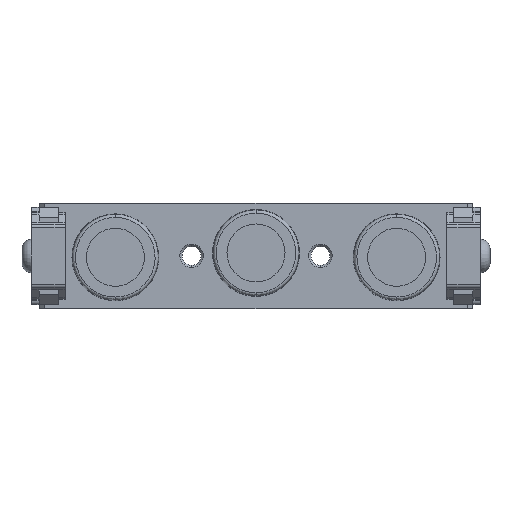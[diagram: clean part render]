
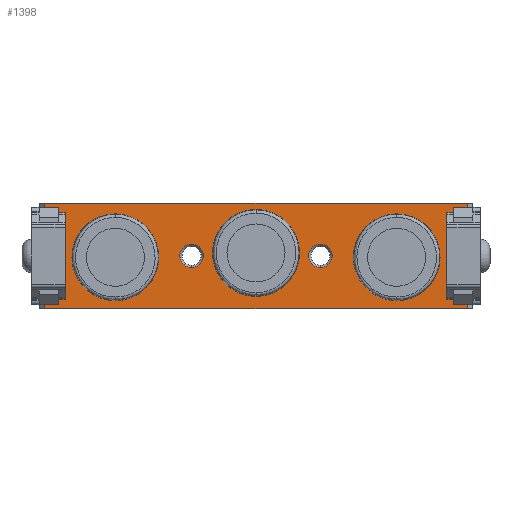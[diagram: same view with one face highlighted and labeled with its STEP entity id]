
A CAD part, front view. The second image highlights one B-rep face of the part: STEP entity #1398.
In plain terms, the highlighted planar face has unit normal (0, -1, 0).
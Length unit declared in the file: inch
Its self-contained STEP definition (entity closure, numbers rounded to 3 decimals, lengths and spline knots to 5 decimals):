
#59 = FACE_BOUND ( 'NONE', #8122, .T. ) ;
#98 = VERTEX_POINT ( 'NONE', #2694 ) ;
#150 = CARTESIAN_POINT ( 'NONE',  ( 1.4195, 0., 0.3545 ) ) ;
#223 = LINE ( 'NONE', #150, #9023 ) ;
#228 = DIRECTION ( 'NONE',  ( 0., -1., 0. ) ) ;
#294 = CARTESIAN_POINT ( 'NONE',  ( -0.945, 0., -0.0085 ) ) ;
#341 = CARTESIAN_POINT ( 'NONE',  ( -0.433, 0., -0.07824 ) ) ;
#364 = DIRECTION ( 'NONE',  ( 0., 0., -1. ) ) ;
#394 = CARTESIAN_POINT ( 'NONE',  ( -0.945, 0., -0.12661 ) ) ;
#413 = AXIS2_PLACEMENT_3D ( 'NONE', #7717, #12191, #3315 ) ;
#490 = DIRECTION ( 'NONE',  ( 0., 0., -1. ) ) ;
#500 = VERTEX_POINT ( 'NONE', #341 ) ;
#532 = EDGE_LOOP ( 'NONE', ( #13394, #3049 ) ) ;
#644 = DIRECTION ( 'NONE',  ( 0., -1., 0. ) ) ;
#748 = EDGE_CURVE ( 'NONE', #7316, #11341, #13032, .T. ) ;
#924 = DIRECTION ( 'NONE',  ( 0., -1., 0. ) ) ;
#939 = VERTEX_POINT ( 'NONE', #13009 ) ;
#1022 = FACE_BOUND ( 'NONE', #2454, .T. ) ;
#1175 = FACE_BOUND ( 'NONE', #532, .T. ) ;
#1193 = ORIENTED_EDGE ( 'NONE', *, *, #1275, .F. ) ;
#1275 = EDGE_CURVE ( 'NONE', #11341, #7316, #2260, .T. ) ;
#1354 = AXIS2_PLACEMENT_3D ( 'NONE', #6437, #13416, #7696 ) ;
#1398 = ADVANCED_FACE ( 'NONE', ( #2193, #1175, #3302, #1022, #5655, #59 ), #4546, .F. ) ;
#1468 = EDGE_CURVE ( 'NONE', #1521, #13713, #7295, .T. ) ;
#1521 = VERTEX_POINT ( 'NONE', #13781 ) ;
#2128 = DIRECTION ( 'NONE',  ( 0., 1., 0. ) ) ;
#2162 = ORIENTED_EDGE ( 'NONE', *, *, #4446, .F. ) ;
#2193 = FACE_OUTER_BOUND ( 'NONE', #13684, .T. ) ;
#2217 = ORIENTED_EDGE ( 'NONE', *, *, #6503, .F. ) ;
#2248 = CIRCLE ( 'NONE', #10693, 0.11811 ) ;
#2260 = CIRCLE ( 'NONE', #10234, 0.11811 ) ;
#2366 = CARTESIAN_POINT ( 'NONE',  ( 0.945, 0., -0.0085 ) ) ;
#2454 = EDGE_LOOP ( 'NONE', ( #1193, #12042 ) ) ;
#2694 = CARTESIAN_POINT ( 'NONE',  ( -0.433, 0., 0.07924 ) ) ;
#2767 = ORIENTED_EDGE ( 'NONE', *, *, #6784, .F. ) ;
#2879 = VERTEX_POINT ( 'NONE', #5356 ) ;
#2985 = VERTEX_POINT ( 'NONE', #12228 ) ;
#3049 = ORIENTED_EDGE ( 'NONE', *, *, #10860, .F. ) ;
#3223 = CIRCLE ( 'NONE', #10246, 0.07874 ) ;
#3302 = FACE_BOUND ( 'NONE', #11128, .T. ) ;
#3315 = DIRECTION ( 'NONE',  ( 0., 0., -1. ) ) ;
#3318 = ORIENTED_EDGE ( 'NONE', *, *, #4914, .F. ) ;
#3441 = AXIS2_PLACEMENT_3D ( 'NONE', #13198, #2128, #13497 ) ;
#3592 = CARTESIAN_POINT ( 'NONE',  ( 1.4195, 0., -0.3545 ) ) ;
#3648 = AXIS2_PLACEMENT_3D ( 'NONE', #13931, #8346, #6299 ) ;
#3654 = CARTESIAN_POINT ( 'NONE',  ( 0., 0., 0.0205 ) ) ;
#4120 = CARTESIAN_POINT ( 'NONE',  ( -1.4195, 0., -0.3545 ) ) ;
#4299 = CIRCLE ( 'NONE', #12500, 0.132 ) ;
#4324 = EDGE_CURVE ( 'NONE', #939, #11970, #6025, .T. ) ;
#4446 = EDGE_CURVE ( 'NONE', #500, #98, #3223, .T. ) ;
#4546 = PLANE ( 'NONE',  #3441 ) ;
#4781 = DIRECTION ( 'NONE',  ( 0., -1., 0. ) ) ;
#4905 = ORIENTED_EDGE ( 'NONE', *, *, #7946, .F. ) ;
#4914 = EDGE_CURVE ( 'NONE', #11970, #939, #12834, .T. ) ;
#5073 = EDGE_CURVE ( 'NONE', #12061, #5138, #10629, .T. ) ;
#5093 = VECTOR ( 'NONE', #10189, 39.37008 ) ;
#5138 = VERTEX_POINT ( 'NONE', #8561 ) ;
#5356 = CARTESIAN_POINT ( 'NONE',  ( 0., 0., 0.1525 ) ) ;
#5406 = DIRECTION ( 'NONE',  ( 0., 0., -1. ) ) ;
#5644 = ORIENTED_EDGE ( 'NONE', *, *, #5073, .F. ) ;
#5655 = FACE_BOUND ( 'NONE', #10177, .T. ) ;
#6025 = CIRCLE ( 'NONE', #1354, 0.07874 ) ;
#6217 = DIRECTION ( 'NONE',  ( 0., -1., 0. ) ) ;
#6299 = DIRECTION ( 'NONE',  ( 0., 0., -1. ) ) ;
#6365 = EDGE_CURVE ( 'NONE', #7507, #1521, #14161, .T. ) ;
#6437 = CARTESIAN_POINT ( 'NONE',  ( 0.433, 0., 0.0005 ) ) ;
#6503 = EDGE_CURVE ( 'NONE', #9803, #7507, #10930, .T. ) ;
#6551 = ORIENTED_EDGE ( 'NONE', *, *, #4324, .F. ) ;
#6784 = EDGE_CURVE ( 'NONE', #98, #500, #14177, .T. ) ;
#6820 = DIRECTION ( 'NONE',  ( 0., 0., -1. ) ) ;
#7027 = DIRECTION ( 'NONE',  ( 0., -1., 0. ) ) ;
#7295 = LINE ( 'NONE', #10467, #5093 ) ;
#7316 = VERTEX_POINT ( 'NONE', #11177 ) ;
#7342 = CARTESIAN_POINT ( 'NONE',  ( 0.433, 0., -0.07824 ) ) ;
#7402 = AXIS2_PLACEMENT_3D ( 'NONE', #10972, #924, #5406 ) ;
#7507 = VERTEX_POINT ( 'NONE', #4120 ) ;
#7696 = DIRECTION ( 'NONE',  ( 0., 0., -1. ) ) ;
#7717 = CARTESIAN_POINT ( 'NONE',  ( 0.433, 0., 0.0005 ) ) ;
#7946 = EDGE_CURVE ( 'NONE', #5138, #12061, #2248, .T. ) ;
#7997 = CARTESIAN_POINT ( 'NONE',  ( 0., 0., 0.0205 ) ) ;
#8122 = EDGE_LOOP ( 'NONE', ( #3318, #6551 ) ) ;
#8276 = AXIS2_PLACEMENT_3D ( 'NONE', #3654, #7027, #10115 ) ;
#8346 = DIRECTION ( 'NONE',  ( 0., -1., 0. ) ) ;
#8474 = ORIENTED_EDGE ( 'NONE', *, *, #6365, .F. ) ;
#8551 = EDGE_CURVE ( 'NONE', #2985, #2879, #12026, .T. ) ;
#8561 = CARTESIAN_POINT ( 'NONE',  ( -0.945, 0., 0.10961 ) ) ;
#8877 = DIRECTION ( 'NONE',  ( -1., 0., 0. ) ) ;
#9023 = VECTOR ( 'NONE', #364, 39.37008 ) ;
#9039 = DIRECTION ( 'NONE',  ( 0., -1., 0. ) ) ;
#9223 = CARTESIAN_POINT ( 'NONE',  ( 0.945, 0., -0.12661 ) ) ;
#9243 = DIRECTION ( 'NONE',  ( 0., 0., -1. ) ) ;
#9455 = AXIS2_PLACEMENT_3D ( 'NONE', #294, #4781, #9243 ) ;
#9662 = DIRECTION ( 'NONE',  ( 0., 0., -1. ) ) ;
#9681 = DIRECTION ( 'NONE',  ( 0., 0., 1. ) ) ;
#9803 = VERTEX_POINT ( 'NONE', #3592 ) ;
#10115 = DIRECTION ( 'NONE',  ( 0., 0., -1. ) ) ;
#10177 = EDGE_LOOP ( 'NONE', ( #2162, #2767 ) ) ;
#10189 = DIRECTION ( 'NONE',  ( 1., 0., 0. ) ) ;
#10234 = AXIS2_PLACEMENT_3D ( 'NONE', #2366, #9039, #13599 ) ;
#10246 = AXIS2_PLACEMENT_3D ( 'NONE', #10611, #644, #490 ) ;
#10467 = CARTESIAN_POINT ( 'NONE',  ( -1.4195, 0., 0.3545 ) ) ;
#10611 = CARTESIAN_POINT ( 'NONE',  ( -0.433, 0., 0.0005 ) ) ;
#10629 = CIRCLE ( 'NONE', #9455, 0.11811 ) ;
#10693 = AXIS2_PLACEMENT_3D ( 'NONE', #11998, #6217, #9662 ) ;
#10782 = CARTESIAN_POINT ( 'NONE',  ( -1.4195, 0., 0.3545 ) ) ;
#10860 = EDGE_CURVE ( 'NONE', #2879, #2985, #4299, .T. ) ;
#10880 = VECTOR ( 'NONE', #9681, 39.37008 ) ;
#10930 = LINE ( 'NONE', #12019, #13712 ) ;
#10972 = CARTESIAN_POINT ( 'NONE',  ( 0.945, 0., -0.0085 ) ) ;
#11128 = EDGE_LOOP ( 'NONE', ( #5644, #4905 ) ) ;
#11177 = CARTESIAN_POINT ( 'NONE',  ( 0.945, 0., 0.10961 ) ) ;
#11341 = VERTEX_POINT ( 'NONE', #9223 ) ;
#11579 = ORIENTED_EDGE ( 'NONE', *, *, #13229, .F. ) ;
#11656 = CARTESIAN_POINT ( 'NONE',  ( 1.4195, 0., 0.3545 ) ) ;
#11970 = VERTEX_POINT ( 'NONE', #7342 ) ;
#11998 = CARTESIAN_POINT ( 'NONE',  ( -0.945, 0., -0.0085 ) ) ;
#12019 = CARTESIAN_POINT ( 'NONE',  ( -1.4195, 0., -0.3545 ) ) ;
#12026 = CIRCLE ( 'NONE', #8276, 0.132 ) ;
#12042 = ORIENTED_EDGE ( 'NONE', *, *, #748, .F. ) ;
#12061 = VERTEX_POINT ( 'NONE', #394 ) ;
#12191 = DIRECTION ( 'NONE',  ( 0., -1., 0. ) ) ;
#12228 = CARTESIAN_POINT ( 'NONE',  ( 0., 0., -0.1115 ) ) ;
#12500 = AXIS2_PLACEMENT_3D ( 'NONE', #7997, #228, #6820 ) ;
#12834 = CIRCLE ( 'NONE', #413, 0.07874 ) ;
#13009 = CARTESIAN_POINT ( 'NONE',  ( 0.433, 0., 0.07924 ) ) ;
#13032 = CIRCLE ( 'NONE', #7402, 0.11811 ) ;
#13198 = CARTESIAN_POINT ( 'NONE',  ( -1.4195, 0., 0.3545 ) ) ;
#13229 = EDGE_CURVE ( 'NONE', #13713, #9803, #223, .T. ) ;
#13231 = ORIENTED_EDGE ( 'NONE', *, *, #1468, .F. ) ;
#13394 = ORIENTED_EDGE ( 'NONE', *, *, #8551, .F. ) ;
#13416 = DIRECTION ( 'NONE',  ( 0., -1., 0. ) ) ;
#13497 = DIRECTION ( 'NONE',  ( 0., 0., 1. ) ) ;
#13599 = DIRECTION ( 'NONE',  ( 0., 0., -1. ) ) ;
#13684 = EDGE_LOOP ( 'NONE', ( #11579, #13231, #8474, #2217 ) ) ;
#13712 = VECTOR ( 'NONE', #8877, 39.37008 ) ;
#13713 = VERTEX_POINT ( 'NONE', #11656 ) ;
#13781 = CARTESIAN_POINT ( 'NONE',  ( -1.4195, 0., 0.3545 ) ) ;
#13931 = CARTESIAN_POINT ( 'NONE',  ( -0.433, 0., 0.0005 ) ) ;
#14161 = LINE ( 'NONE', #10782, #10880 ) ;
#14177 = CIRCLE ( 'NONE', #3648, 0.07874 ) ;
